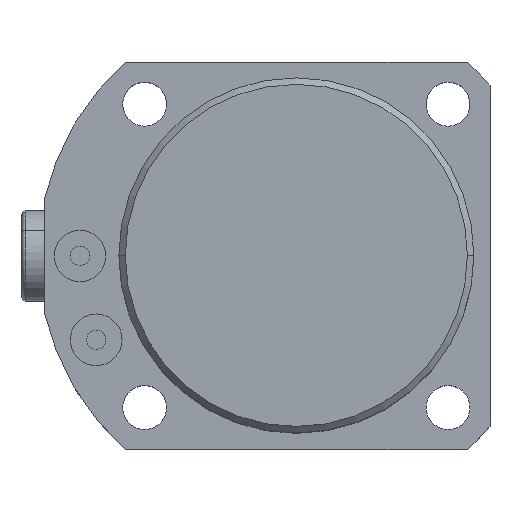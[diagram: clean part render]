
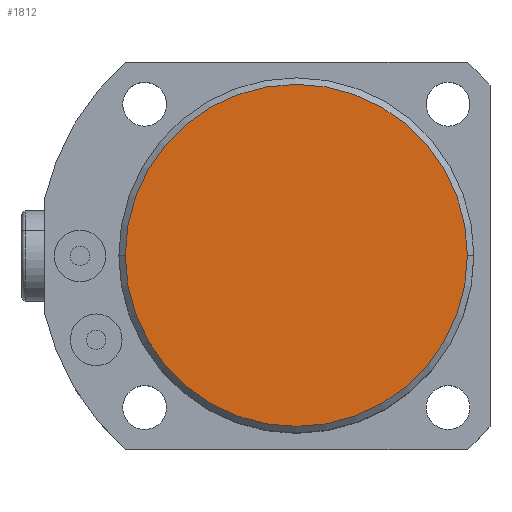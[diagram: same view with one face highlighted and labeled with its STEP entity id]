
A CAD part, top view. The second image highlights one B-rep face of the part: STEP entity #1812.
In plain terms, the highlighted planar face has unit normal (0, 0, 1).
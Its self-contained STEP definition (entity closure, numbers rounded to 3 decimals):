
#141 = CIRCLE ( 'NONE', #987, 26.5 ) ;
#216 = CIRCLE ( 'NONE', #1036, 26.5 ) ;
#256 = EDGE_CURVE ( 'NONE', #2139, #2137, #216, .T. ) ;
#332 = DIRECTION ( 'NONE',  ( 1., 0., 0. ) ) ;
#334 = DIRECTION ( 'NONE',  ( 0., 0., 1. ) ) ;
#339 = CARTESIAN_POINT ( 'NONE',  ( 0., 0., 70. ) ) ;
#702 = EDGE_CURVE ( 'NONE', #2137, #2139, #141, .T. ) ;
#987 = AXIS2_PLACEMENT_3D ( 'NONE', #3232, #3231, #3230 ) ;
#1036 = AXIS2_PLACEMENT_3D ( 'NONE', #339, #334, #332 ) ;
#1110 = AXIS2_PLACEMENT_3D ( 'NONE', #3679, #3674, #3673 ) ;
#1522 = FACE_OUTER_BOUND ( 'NONE', #2189, .T. ) ;
#1812 = ADVANCED_FACE ( 'NONE', ( #1522 ), #3678, .T. ) ;
#1881 = ORIENTED_EDGE ( 'NONE', *, *, #256, .T. ) ;
#2006 = ORIENTED_EDGE ( 'NONE', *, *, #702, .T. ) ;
#2137 = VERTEX_POINT ( 'NONE', #3584 ) ;
#2139 = VERTEX_POINT ( 'NONE', #3577 ) ;
#2189 = EDGE_LOOP ( 'NONE', ( #1881, #2006 ) ) ;
#3230 = DIRECTION ( 'NONE',  ( 1., 0., 0. ) ) ;
#3231 = DIRECTION ( 'NONE',  ( 0., 0., 1. ) ) ;
#3232 = CARTESIAN_POINT ( 'NONE',  ( 0., 0., 70. ) ) ;
#3577 = CARTESIAN_POINT ( 'NONE',  ( -26.5, 0., 70. ) ) ;
#3584 = CARTESIAN_POINT ( 'NONE',  ( 26.5, 0., 70. ) ) ;
#3673 = DIRECTION ( 'NONE',  ( 1., 0., 0. ) ) ;
#3674 = DIRECTION ( 'NONE',  ( 0., 0., 1. ) ) ;
#3678 = PLANE ( 'NONE',  #1110 ) ;
#3679 = CARTESIAN_POINT ( 'NONE',  ( 0., 0., 70. ) ) ;
